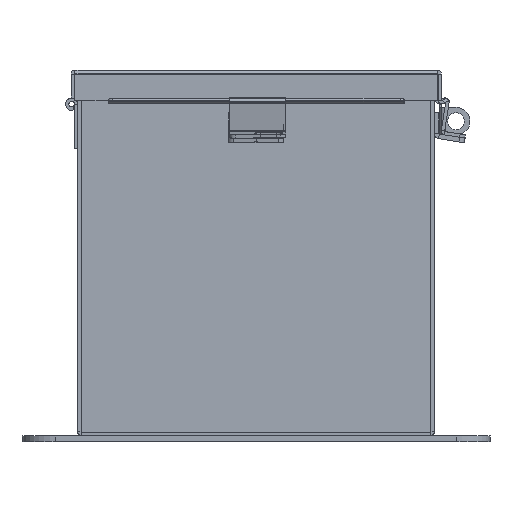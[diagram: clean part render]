
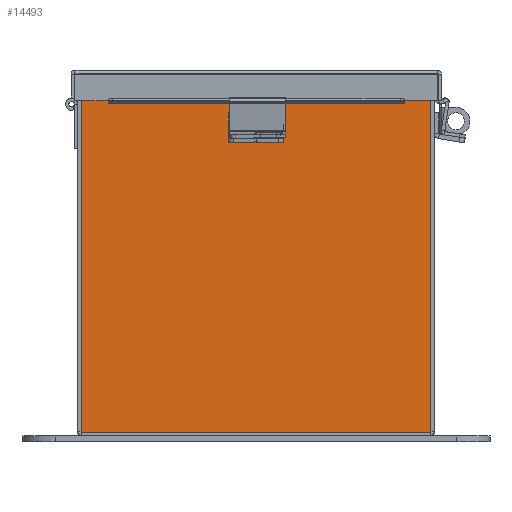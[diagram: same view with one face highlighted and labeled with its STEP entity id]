
A CAD part, front view. The second image highlights one B-rep face of the part: STEP entity #14493.
In plain terms, the highlighted face is planar.
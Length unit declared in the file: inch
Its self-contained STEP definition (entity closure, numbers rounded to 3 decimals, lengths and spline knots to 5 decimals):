
#100 = DIRECTION ( 'NONE',  ( 0., -1., 0. ) ) ;
#772 = DIRECTION ( 'NONE',  ( 0., 0., 1. ) ) ;
#1281 = LINE ( 'NONE', #4753, #25691 ) ;
#1297 = CARTESIAN_POINT ( 'NONE',  ( 3.60097, 0., 3.87495 ) ) ;
#2076 = CARTESIAN_POINT ( 'NONE',  ( -3.61965, 0., 0. ) ) ;
#2353 = EDGE_CURVE ( 'NONE', #3240, #27664, #5775, .T. ) ;
#2452 = EDGE_CURVE ( 'NONE', #8386, #15148, #2898, .T. ) ;
#2898 = LINE ( 'NONE', #18396, #20442 ) ;
#3071 = CARTESIAN_POINT ( 'NONE',  ( -3.5823, 0., 3.87495 ) ) ;
#3240 = VERTEX_POINT ( 'NONE', #27298 ) ;
#3616 = DIRECTION ( 'NONE',  ( 0., 0., -1. ) ) ;
#3731 = CIRCLE ( 'NONE', #26235, 0.01868 ) ;
#4411 = VERTEX_POINT ( 'NONE', #3071 ) ;
#4502 = VECTOR ( 'NONE', #772, 39.37008 ) ;
#4753 = CARTESIAN_POINT ( 'NONE',  ( -3.9253, 0., 3.9253 ) ) ;
#5166 = ORIENTED_EDGE ( 'NONE', *, *, #9664, .F. ) ;
#5775 = LINE ( 'NONE', #2076, #12561 ) ;
#5881 = EDGE_CURVE ( 'NONE', #7838, #23045, #22771, .T. ) ;
#6154 = CARTESIAN_POINT ( 'NONE',  ( -3.5823, 0., 3.9123 ) ) ;
#7274 = EDGE_LOOP ( 'NONE', ( #10723, #5166, #20460, #8210, #22823, #9353, #19276, #9531, #15315, #18402, #22802, #19887 ) ) ;
#7471 = CARTESIAN_POINT ( 'NONE',  ( 3.9253, 0., -3.9253 ) ) ;
#7557 = EDGE_CURVE ( 'NONE', #23364, #19345, #16216, .T. ) ;
#7561 = CARTESIAN_POINT ( 'NONE',  ( 3.5823, 0., 0. ) ) ;
#7671 = CARTESIAN_POINT ( 'NONE',  ( -3.9253, 0., -3.9253 ) ) ;
#7838 = VERTEX_POINT ( 'NONE', #25280 ) ;
#7871 = AXIS2_PLACEMENT_3D ( 'NONE', #20643, #100, #16151 ) ;
#8210 = ORIENTED_EDGE ( 'NONE', *, *, #17550, .T. ) ;
#8213 = CARTESIAN_POINT ( 'NONE',  ( -3.5823, 0., 3.9123 ) ) ;
#8386 = VERTEX_POINT ( 'NONE', #20228 ) ;
#8500 = CIRCLE ( 'NONE', #13734, 0.01868 ) ;
#8643 = VECTOR ( 'NONE', #14959, 39.37008 ) ;
#9353 = ORIENTED_EDGE ( 'NONE', *, *, #27059, .F. ) ;
#9531 = ORIENTED_EDGE ( 'NONE', *, *, #11450, .T. ) ;
#9664 = EDGE_CURVE ( 'NONE', #4411, #3240, #8500, .T. ) ;
#10461 = CARTESIAN_POINT ( 'NONE',  ( -3.61965, 0., 3.9253 ) ) ;
#10723 = ORIENTED_EDGE ( 'NONE', *, *, #2353, .F. ) ;
#10741 = CARTESIAN_POINT ( 'NONE',  ( -3.9253, 0., 3.9253 ) ) ;
#10782 = VECTOR ( 'NONE', #19684, 39.37008 ) ;
#10871 = LINE ( 'NONE', #12931, #22369 ) ;
#11017 = CARTESIAN_POINT ( 'NONE',  ( -3.5823, 0., 0. ) ) ;
#11450 = EDGE_CURVE ( 'NONE', #27589, #8386, #1281, .T. ) ;
#12561 = VECTOR ( 'NONE', #18106, 39.37008 ) ;
#12675 = EDGE_CURVE ( 'NONE', #27589, #15513, #10871, .T. ) ;
#12931 = CARTESIAN_POINT ( 'NONE',  ( 3.61965, 0., 0. ) ) ;
#13437 = CARTESIAN_POINT ( 'NONE',  ( -3.60098, 0., 3.87495 ) ) ;
#13734 = AXIS2_PLACEMENT_3D ( 'NONE', #13437, #29483, #15756 ) ;
#14139 = LINE ( 'NONE', #8213, #25640 ) ;
#14402 = EDGE_CURVE ( 'NONE', #15148, #23364, #15074, .T. ) ;
#14493 = ADVANCED_FACE ( 'NONE', ( #25121 ), #27585, .F. ) ;
#14959 = DIRECTION ( 'NONE',  ( 0., 0., 1. ) ) ;
#15074 = LINE ( 'NONE', #29587, #21915 ) ;
#15148 = VERTEX_POINT ( 'NONE', #7471 ) ;
#15315 = ORIENTED_EDGE ( 'NONE', *, *, #2452, .T. ) ;
#15513 = VERTEX_POINT ( 'NONE', #24833 ) ;
#15756 = DIRECTION ( 'NONE',  ( 0., 0., -1. ) ) ;
#15857 = DIRECTION ( 'NONE',  ( -1., 0., 0. ) ) ;
#16151 = DIRECTION ( 'NONE',  ( 0., 0., -1. ) ) ;
#16216 = LINE ( 'NONE', #21891, #8643 ) ;
#16896 = LINE ( 'NONE', #26533, #10782 ) ;
#17335 = DIRECTION ( 'NONE',  ( 0., 1., 0. ) ) ;
#17550 = EDGE_CURVE ( 'NONE', #28794, #23045, #14139, .T. ) ;
#18106 = DIRECTION ( 'NONE',  ( 0., 0., 1. ) ) ;
#18396 = CARTESIAN_POINT ( 'NONE',  ( 3.9253, 0., 3.9253 ) ) ;
#18402 = ORIENTED_EDGE ( 'NONE', *, *, #14402, .T. ) ;
#18477 = DIRECTION ( 'NONE',  ( 1., 0., 0. ) ) ;
#19276 = ORIENTED_EDGE ( 'NONE', *, *, #12675, .F. ) ;
#19345 = VERTEX_POINT ( 'NONE', #10741 ) ;
#19397 = CARTESIAN_POINT ( 'NONE',  ( 3.61965, 0., 3.9253 ) ) ;
#19684 = DIRECTION ( 'NONE',  ( 1., 0., 0. ) ) ;
#19774 = DIRECTION ( 'NONE',  ( 1., 0., 0. ) ) ;
#19887 = ORIENTED_EDGE ( 'NONE', *, *, #28709, .T. ) ;
#20077 = EDGE_CURVE ( 'NONE', #28794, #4411, #26967, .T. ) ;
#20228 = CARTESIAN_POINT ( 'NONE',  ( 3.9253, 0., 3.9253 ) ) ;
#20442 = VECTOR ( 'NONE', #27623, 39.37008 ) ;
#20460 = ORIENTED_EDGE ( 'NONE', *, *, #20077, .F. ) ;
#20643 = CARTESIAN_POINT ( 'NONE',  ( 0., 0., 0. ) ) ;
#20825 = VECTOR ( 'NONE', #29373, 39.37008 ) ;
#21891 = CARTESIAN_POINT ( 'NONE',  ( -3.9253, 0., 3.9253 ) ) ;
#21915 = VECTOR ( 'NONE', #15857, 39.37008 ) ;
#22369 = VECTOR ( 'NONE', #26720, 39.37008 ) ;
#22456 = CARTESIAN_POINT ( 'NONE',  ( 3.5823, 0., 3.9123 ) ) ;
#22771 = LINE ( 'NONE', #7561, #4502 ) ;
#22802 = ORIENTED_EDGE ( 'NONE', *, *, #7557, .T. ) ;
#22823 = ORIENTED_EDGE ( 'NONE', *, *, #5881, .F. ) ;
#23045 = VERTEX_POINT ( 'NONE', #22456 ) ;
#23364 = VERTEX_POINT ( 'NONE', #7671 ) ;
#24833 = CARTESIAN_POINT ( 'NONE',  ( 3.61965, 0., 3.87495 ) ) ;
#25121 = FACE_OUTER_BOUND ( 'NONE', #7274, .T. ) ;
#25280 = CARTESIAN_POINT ( 'NONE',  ( 3.5823, 0., 3.87495 ) ) ;
#25640 = VECTOR ( 'NONE', #19774, 39.37008 ) ;
#25691 = VECTOR ( 'NONE', #18477, 39.37008 ) ;
#26235 = AXIS2_PLACEMENT_3D ( 'NONE', #1297, #17335, #3616 ) ;
#26533 = CARTESIAN_POINT ( 'NONE',  ( -3.9253, 0., 3.9253 ) ) ;
#26720 = DIRECTION ( 'NONE',  ( 0., 0., -1. ) ) ;
#26967 = LINE ( 'NONE', #11017, #20825 ) ;
#27059 = EDGE_CURVE ( 'NONE', #15513, #7838, #3731, .T. ) ;
#27298 = CARTESIAN_POINT ( 'NONE',  ( -3.61965, 0., 3.87495 ) ) ;
#27585 = PLANE ( 'NONE',  #7871 ) ;
#27589 = VERTEX_POINT ( 'NONE', #19397 ) ;
#27623 = DIRECTION ( 'NONE',  ( 0., 0., -1. ) ) ;
#27664 = VERTEX_POINT ( 'NONE', #10461 ) ;
#28709 = EDGE_CURVE ( 'NONE', #19345, #27664, #16896, .T. ) ;
#28794 = VERTEX_POINT ( 'NONE', #6154 ) ;
#29373 = DIRECTION ( 'NONE',  ( 0., 0., -1. ) ) ;
#29483 = DIRECTION ( 'NONE',  ( 0., 1., 0. ) ) ;
#29587 = CARTESIAN_POINT ( 'NONE',  ( -3.9253, 0., -3.9253 ) ) ;
